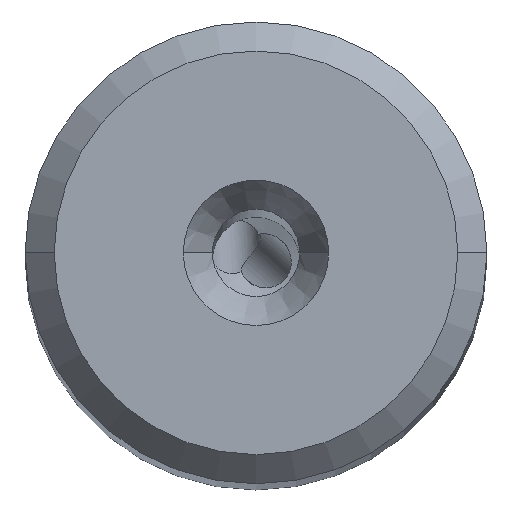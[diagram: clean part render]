
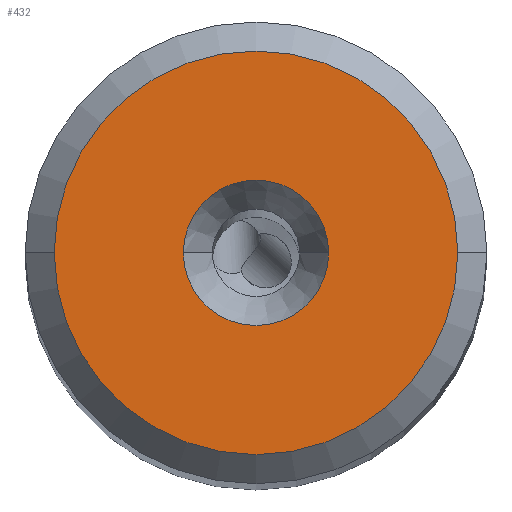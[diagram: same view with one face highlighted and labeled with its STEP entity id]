
A CAD part, top view. The second image highlights one B-rep face of the part: STEP entity #432.
In plain terms, the highlighted planar face has unit normal (0, 0, 1).
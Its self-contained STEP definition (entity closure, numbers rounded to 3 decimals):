
#151=PLANE('',#3888);
#432=ADVANCED_FACE('',(#611,#612),#151,.T.);
#611=FACE_BOUND('',#718,.T.);
#612=FACE_BOUND('',#719,.T.);
#718=EDGE_LOOP('',(#1955,#1956,#1957,#1958));
#719=EDGE_LOOP('',(#1959,#1960));
#879=CIRCLE('',#3881,2.5);
#880=CIRCLE('',#3883,6.938);
#881=CIRCLE('',#3884,6.938);
#882=CIRCLE('',#3885,6.938);
#883=CIRCLE('',#3886,6.938);
#884=CIRCLE('',#3887,2.5);
#1955=ORIENTED_EDGE('',*,*,#3146,.F.);
#1956=ORIENTED_EDGE('',*,*,#3147,.F.);
#1957=ORIENTED_EDGE('',*,*,#3148,.F.);
#1958=ORIENTED_EDGE('',*,*,#3149,.F.);
#1959=ORIENTED_EDGE('',*,*,#3145,.F.);
#1960=ORIENTED_EDGE('',*,*,#3150,.F.);
#2679=VERTEX_POINT('',#7399);
#2680=VERTEX_POINT('',#7401);
#2681=VERTEX_POINT('',#7405);
#2682=VERTEX_POINT('',#7406);
#2683=VERTEX_POINT('',#7408);
#2684=VERTEX_POINT('',#7410);
#3145=EDGE_CURVE('',#2680,#2679,#879,.T.);
#3146=EDGE_CURVE('',#2681,#2682,#880,.T.);
#3147=EDGE_CURVE('',#2683,#2681,#881,.T.);
#3148=EDGE_CURVE('',#2684,#2683,#882,.T.);
#3149=EDGE_CURVE('',#2682,#2684,#883,.T.);
#3150=EDGE_CURVE('',#2679,#2680,#884,.T.);
#3881=AXIS2_PLACEMENT_3D('',#7402,#4602,#4603);
#3883=AXIS2_PLACEMENT_3D('',#7404,#4606,#4607);
#3884=AXIS2_PLACEMENT_3D('',#7407,#4608,#4609);
#3885=AXIS2_PLACEMENT_3D('',#7409,#4610,#4611);
#3886=AXIS2_PLACEMENT_3D('',#7411,#4612,#4613);
#3887=AXIS2_PLACEMENT_3D('',#7412,#4614,#4615);
#3888=AXIS2_PLACEMENT_3D('',#7413,#4616,#4617);
#4602=DIRECTION('',(0.,0.,1.));
#4603=DIRECTION('',(1.,0.,0.));
#4606=DIRECTION('',(0.,0.,-1.));
#4607=DIRECTION('',(0.,1.,0.));
#4608=DIRECTION('',(0.,0.,-1.));
#4609=DIRECTION('',(-1.,0.,0.));
#4610=DIRECTION('',(0.,0.,-1.));
#4611=DIRECTION('',(0.,-1.,0.));
#4612=DIRECTION('',(0.,0.,-1.));
#4613=DIRECTION('',(1.,0.,0.));
#4614=DIRECTION('',(0.,0.,1.));
#4615=DIRECTION('',(-1.,0.,0.));
#4616=DIRECTION('',(0.,0.,1.));
#4617=DIRECTION('',(1.,0.,0.));
#7399=CARTESIAN_POINT('',(-2.5,0.,0.));
#7401=CARTESIAN_POINT('',(2.5,0.,0.));
#7402=CARTESIAN_POINT('',(0.,0.,0.));
#7404=CARTESIAN_POINT('',(0.,0.,0.));
#7405=CARTESIAN_POINT('',(0.,6.938,0.));
#7406=CARTESIAN_POINT('',(6.938,0.,0.));
#7407=CARTESIAN_POINT('',(0.,0.,0.));
#7408=CARTESIAN_POINT('',(-6.938,0.,0.));
#7409=CARTESIAN_POINT('',(0.,0.,0.));
#7410=CARTESIAN_POINT('',(0.,-6.938,0.));
#7411=CARTESIAN_POINT('',(0.,0.,0.));
#7412=CARTESIAN_POINT('',(0.,0.,0.));
#7413=CARTESIAN_POINT('',(0.,0.,0.));
